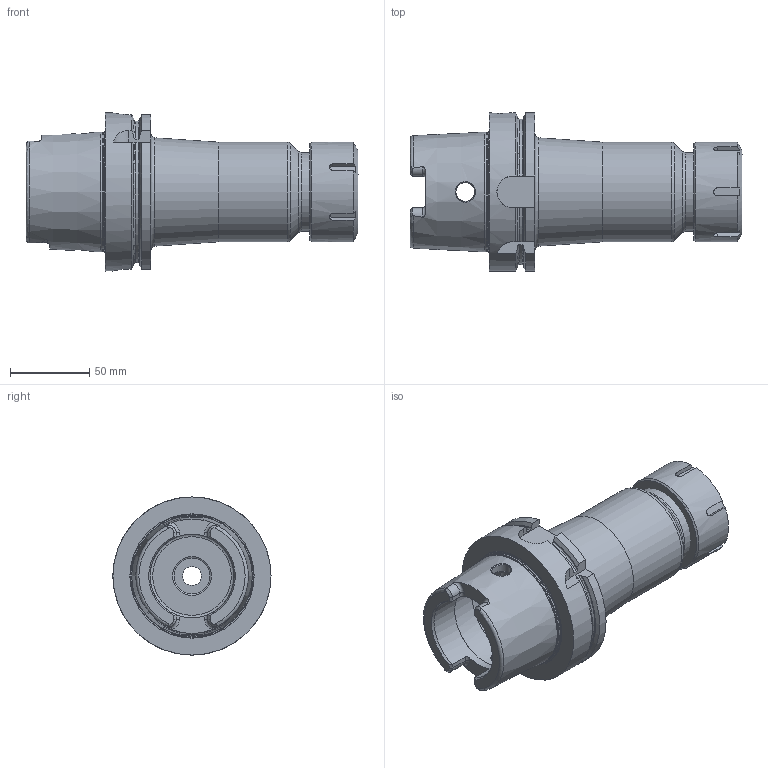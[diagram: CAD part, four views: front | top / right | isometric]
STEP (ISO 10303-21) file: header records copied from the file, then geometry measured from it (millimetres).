
FILE_DESCRIPTION((''),'2;1');
FILE_NAME('610002-041.stp','2014-03-24T11:54:14',('SCHUESSLER'),(''),'Autodesk Inventor 2012','Autodesk Inventor 2012','');
FILE_SCHEMA(('AUTOMOTIVE_DESIGN { 1 0 10303 214 1 1 1 1 }'));
Length unit declared in the file: millimetre
Products named in the file (3): 610002-041; 107-60
Assembly tree (2 placements, depth 2):
  610002-041
    610002-041
    107-60
Bounding box: 210 x 100 x 100 mm (x, y, z)
Volume: 572317 mm3; surface area: 93446.5 mm2
Topology: 2 solids, 2 shells, 164 faces, 421 edges, 266 vertices
Faces by surface type: plane 59, cylinder 45, cone 29, torus 25, bspline 6
Full cylindrical faces by diameter (mm): 10 x1, 12 x3, 22.5 x1, 24.5 x1, 26.8 x1, 31 x1, 41.86 x1, 48.5 x1, 50 x1, 51.5 x1, 53 x2, 63 x3, 75.254 x1, 100 x1
Entity records: 5716 total; most frequent: CARTESIAN_POINT 2068, DIRECTION 721, ORIENTED_EDGE 720, EDGE_CURVE 360, AXIS2_PLACEMENT_3D 301, VERTEX_POINT 253, EDGE_LOOP 223, FACE_OUTER_BOUND 163
